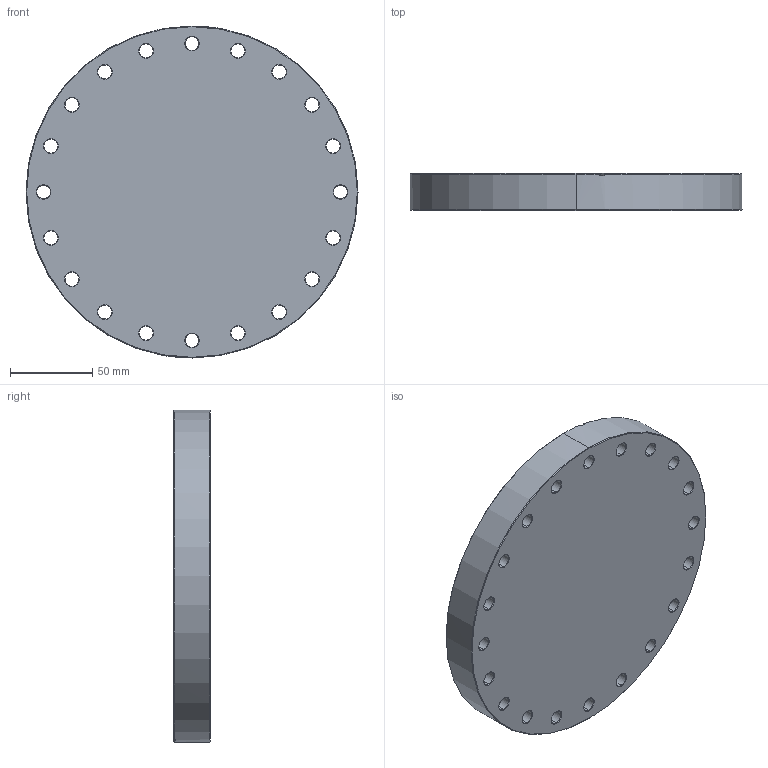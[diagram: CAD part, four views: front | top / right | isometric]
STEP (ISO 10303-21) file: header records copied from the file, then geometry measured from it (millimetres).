
FILE_DESCRIPTION (( 'STEP AP214' ), '1' );
FILE_NAME ('Hositrad_CF150-B.STEP', '2013-09-03T09:06:50', ( '' ), ( '' ), 'SwSTEP 2.0', 'SolidWorks 2013', '' );
FILE_SCHEMA (( 'AUTOMOTIVE_DESIGN' ));
Length unit declared in the file: millimetre
Products named in the file (1): Hositrad_CF150-B
Bounding box: 202.4 x 22.3 x 202.4 mm (x, y, z)
Volume: 664968.9 mm3; surface area: 88831.7 mm2
Topology: 1 solids, 1 shells, 143 faces, 336 edges, 195 vertices
Faces by surface type: cone 89, cylinder 44, plane 10
Entity records: 4197 total; most frequent: DIRECTION 805, CARTESIAN_POINT 687, ORIENTED_EDGE 672, EDGE_CURVE 336, AXIS2_PLACEMENT_3D 329, VERTEX_POINT 195, CIRCLE 185, EDGE_LOOP 183
